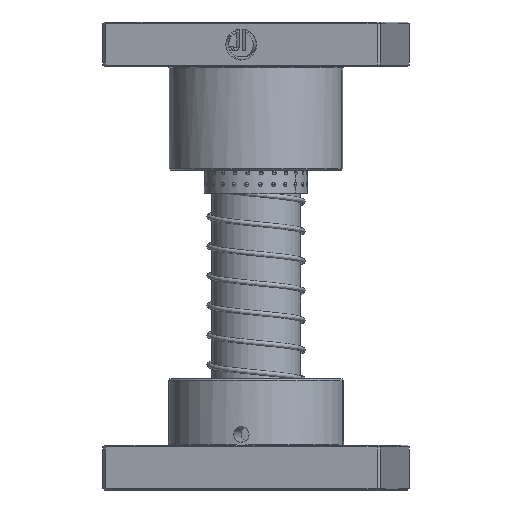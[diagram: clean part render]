
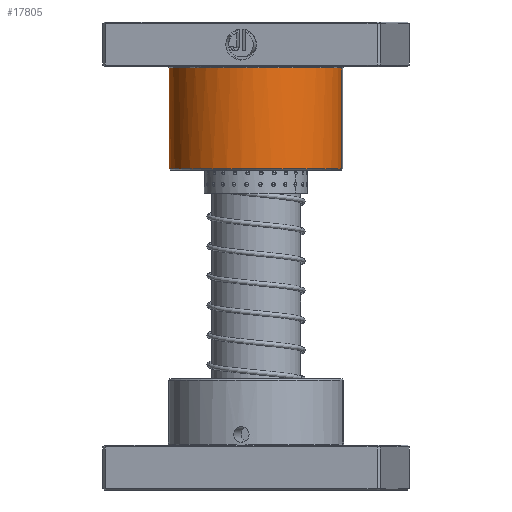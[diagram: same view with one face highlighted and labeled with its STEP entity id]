
A CAD part, front view. The second image highlights one B-rep face of the part: STEP entity #17805.
In plain terms, the highlighted cylindrical face has radius 58.5 mm (diameter 117 mm), a partial arc.
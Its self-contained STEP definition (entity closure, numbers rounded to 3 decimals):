
#822 = CIRCLE ( 'NONE', #3320, 58.5 ) ;
#999 = DIRECTION ( 'NONE',  ( 0., 0., -1. ) ) ;
#1273 = CARTESIAN_POINT ( 'NONE',  ( 2.534, 58.459, 30.893 ) ) ;
#1995 = EDGE_CURVE ( 'NONE', #60523, #54495, #28298, .T. ) ;
#2734 = CYLINDRICAL_SURFACE ( 'NONE', #25913, 58.5 ) ;
#3002 = DIRECTION ( 'NONE',  ( 0., 0., 1. ) ) ;
#3320 = AXIS2_PLACEMENT_3D ( 'NONE', #14737, #55700, #20639 ) ;
#3807 = VERTEX_POINT ( 'NONE', #10049 ) ;
#4085 = ORIENTED_EDGE ( 'NONE', *, *, #73169, .T. ) ;
#4112 = VERTEX_POINT ( 'NONE', #37674 ) ;
#4486 = DIRECTION ( 'NONE',  ( 1., 0., 0. ) ) ;
#6768 = CARTESIAN_POINT ( 'NONE',  ( -58.5, 0., 100. ) ) ;
#7158 = CARTESIAN_POINT ( 'NONE',  ( -1.254, 58.5, 30.866 ) ) ;
#9628 = ORIENTED_EDGE ( 'NONE', *, *, #55905, .T. ) ;
#10049 = CARTESIAN_POINT ( 'NONE',  ( -7.568, 58.008, 31. ) ) ;
#10608 = CARTESIAN_POINT ( 'NONE',  ( 58.5, 0., 100. ) ) ;
#13053 = CARTESIAN_POINT ( 'NONE',  ( -5.049, 58.295, 30.961 ) ) ;
#13355 = LINE ( 'NONE', #10608, #27132 ) ;
#14737 = CARTESIAN_POINT ( 'NONE',  ( 0., 0., 31. ) ) ;
#14892 = CARTESIAN_POINT ( 'NONE',  ( 58.5, 0., 99. ) ) ;
#16849 = VERTEX_POINT ( 'NONE', #34950 ) ;
#17805 = ADVANCED_FACE ( 'NONE', ( #65035 ), #2734, .T. ) ;
#18289 = EDGE_CURVE ( 'NONE', #26875, #4112, #822, .T. ) ;
#19002 = CARTESIAN_POINT ( 'NONE',  ( -7.568, 58.008, 31. ) ) ;
#19273 = CIRCLE ( 'NONE', #55922, 58.5 ) ;
#19393 = ORIENTED_EDGE ( 'NONE', *, *, #51434, .T. ) ;
#19717 = ORIENTED_EDGE ( 'NONE', *, *, #1995, .T. ) ;
#19792 = ORIENTED_EDGE ( 'NONE', *, *, #18289, .T. ) ;
#20639 = DIRECTION ( 'NONE',  ( 1., 0., 0. ) ) ;
#23857 = CARTESIAN_POINT ( 'NONE',  ( 7.568, 58.008, 31. ) ) ;
#25913 = AXIS2_PLACEMENT_3D ( 'NONE', #29738, #999, #35581 ) ;
#26875 = VERTEX_POINT ( 'NONE', #73637 ) ;
#27132 = VECTOR ( 'NONE', #75381, 1000. ) ;
#28298 = CIRCLE ( 'NONE', #67900, 58.5 ) ;
#29609 = LINE ( 'NONE', #6768, #72623 ) ;
#29738 = CARTESIAN_POINT ( 'NONE',  ( 0., 0., 100. ) ) ;
#34950 = CARTESIAN_POINT ( 'NONE',  ( -58.5, 0., 31. ) ) ;
#35581 = DIRECTION ( 'NONE',  ( -1., 0., 0. ) ) ;
#35751 = DIRECTION ( 'NONE',  ( 0., 0., -1. ) ) ;
#36354 = CARTESIAN_POINT ( 'NONE',  ( 5.054, 58.295, 30.961 ) ) ;
#37674 = CARTESIAN_POINT ( 'NONE',  ( 7.568, 58.008, 31. ) ) ;
#38092 = CARTESIAN_POINT ( 'NONE',  ( 0., 0., 31. ) ) ;
#39489 = EDGE_LOOP ( 'NONE', ( #19717, #9628, #19792, #4085, #19393, #59065 ) ) ;
#39579 = DIRECTION ( 'NONE',  ( 0., 0., -1. ) ) ;
#42208 = CARTESIAN_POINT ( 'NONE',  ( 1.273, 58.5, 30.866 ) ) ;
#43965 = DIRECTION ( 'NONE',  ( 1., 0., 0. ) ) ;
#47641 = CARTESIAN_POINT ( 'NONE',  ( 6.312, 58.172, 31. ) ) ;
#48018 = B_SPLINE_CURVE_WITH_KNOTS ( 'NONE', 3,
 ( #23857, #47641, #36354, #1273, #42208, #7158, #48140, #13053, #54044, #19002 ),
 .UNSPECIFIED., .F., .F.,
 ( 4, 2, 2, 2, 4 ),
 ( 0., 0.004, 0.008, 0.011, 0.015 ),
 .UNSPECIFIED. ) ;
#48140 = CARTESIAN_POINT ( 'NONE',  ( -2.521, 58.459, 30.893 ) ) ;
#51434 = EDGE_CURVE ( 'NONE', #3807, #16849, #19273, .T. ) ;
#53194 = CARTESIAN_POINT ( 'NONE',  ( -58.5, 0., 99. ) ) ;
#54044 = CARTESIAN_POINT ( 'NONE',  ( -6.311, 58.172, 31. ) ) ;
#54495 = VERTEX_POINT ( 'NONE', #14892 ) ;
#55700 = DIRECTION ( 'NONE',  ( 0., 0., 1. ) ) ;
#55905 = EDGE_CURVE ( 'NONE', #54495, #26875, #13355, .T. ) ;
#55922 = AXIS2_PLACEMENT_3D ( 'NONE', #38092, #3002, #43965 ) ;
#59065 = ORIENTED_EDGE ( 'NONE', *, *, #65924, .F. ) ;
#60523 = VERTEX_POINT ( 'NONE', #53194 ) ;
#65035 = FACE_OUTER_BOUND ( 'NONE', #39489, .T. ) ;
#65924 = EDGE_CURVE ( 'NONE', #60523, #16849, #29609, .T. ) ;
#67900 = AXIS2_PLACEMENT_3D ( 'NONE', #74646, #39579, #4486 ) ;
#72623 = VECTOR ( 'NONE', #35751, 1000. ) ;
#73169 = EDGE_CURVE ( 'NONE', #4112, #3807, #48018, .T. ) ;
#73637 = CARTESIAN_POINT ( 'NONE',  ( 58.5, 0., 31. ) ) ;
#74646 = CARTESIAN_POINT ( 'NONE',  ( 0., 0., 99. ) ) ;
#75381 = DIRECTION ( 'NONE',  ( 0., 0., -1. ) ) ;
